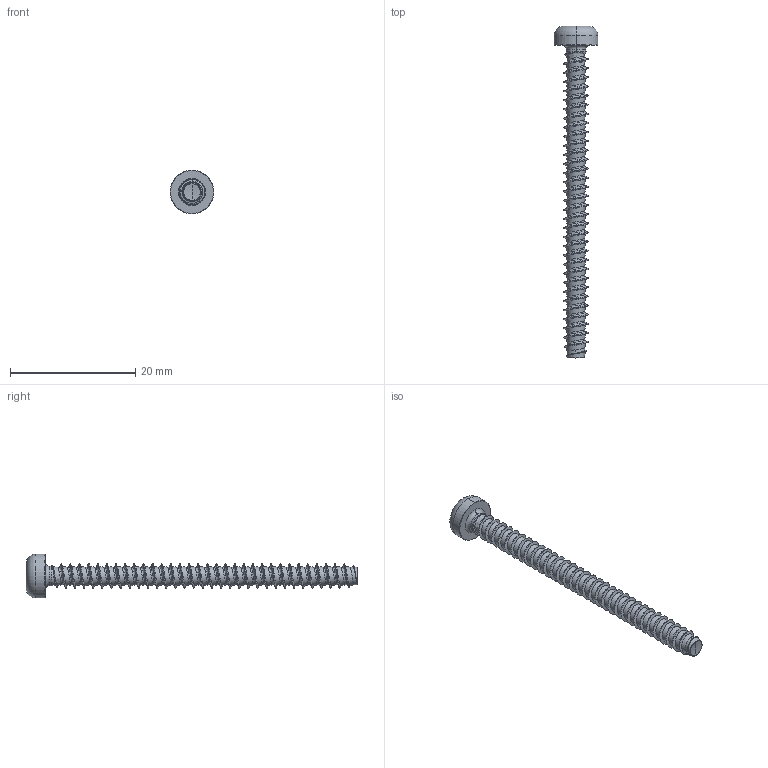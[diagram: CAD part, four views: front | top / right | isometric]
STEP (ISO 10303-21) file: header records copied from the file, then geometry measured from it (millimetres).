
FILE_DESCRIPTION (( 'STEP AP203' ), '1' );
FILE_NAME ('STP390400500.STEP', '2017-08-15T19:41:58', ( '' ), ( '' ), 'SwSTEP 2.0', 'SolidWorks 2015', '' );
FILE_SCHEMA (( 'CONFIG_CONTROL_DESIGN' ));
Length unit declared in the file: millimetre
Products named in the file (1): STP390400500
Bounding box: 7 x 53.09 x 7 mm (x, y, z)
Volume: 457.7 mm3; surface area: 892.6 mm2
Topology: 1 solids, 1 shells, 146 faces, 387 edges, 243 vertices
Faces by surface type: cylinder 91, bspline 35, cone 10, torus 6, sphere 2, plane 2
Entity records: 59351 total; most frequent: CARTESIAN_POINT 56274, ORIENTED_EDGE 770, DIRECTION 443, EDGE_CURVE 385, VERTEX_POINT 243, AXIS2_PLACEMENT_3D 169, B_SPLINE_CURVE_WITH_KNOTS 156, EDGE_LOOP 148
